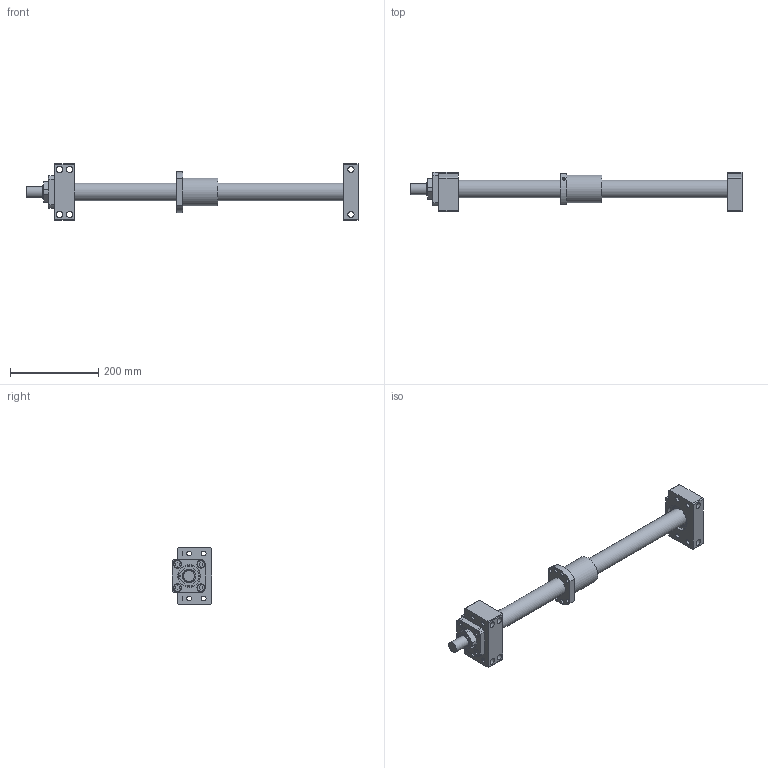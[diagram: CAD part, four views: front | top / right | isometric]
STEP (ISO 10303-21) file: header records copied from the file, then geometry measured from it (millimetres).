
FILE_DESCRIPTION(/* description */ ('','CAx-IF Rec.Pracs.---Representation and Presentation of Product Manufacturing Information (PMI)---4.0---2014-10-13'),/* implementation_level */ '2;1');
FILE_NAME(/* name */ 'F2RFU-4010-0750-BK30-BF30ASM v1.step',/* time_stamp */ '2024-12-17T10:43:35-05:00',/* author */ (''),/* organization */ (''),/* preprocessor_version */ 'ST-DEVELOPER v20',/* originating_system */ 'Autodesk Translation Framework v13.20.0.188',/* authorisation */ '');
FILE_SCHEMA (('AP242_MANAGED_MODEL_BASED_3D_ENGINEERING_MIM_LF { 1 0 10303 442 1 1 4 }'));
Length unit declared in the file: millimetre
Products named in the file (12): F2RFU-4010-0750-BK30-BF30ASM; 40xx_750; Screw40; BF30EndMach; BK30EndMach; BK30Yes; BK 30; BK 30collar; BF30; BF 30 Part1; BF 30 Part2; 40 x 10 Ball Nut
Assembly tree (11 placements, depth 3):
  F2RFU-4010-0750-BK30-BF30ASM
    40xx_750
      Screw40
      BF30EndMach
      BK30EndMach
    BK30Yes
      BK 30
      BK 30collar
    BF30
      BF 30 Part1
      BF 30 Part2
    40 x 10 Ball Nut
Bounding box: 753 x 89 x 128 mm (x, y, z)
Volume: 1774534.4 mm3; surface area: 280686.8 mm2
Topology: 8 solids, 9 shells, 245 faces, 621 edges, 421 vertices
Faces by surface type: plane 133, cylinder 88, cone 19, torus 5
Full cylindrical faces by diameter (mm): 6 x2, 6.8 x1, 9 x8, 11 x20, 14 x6, 16.5 x4, 17.5 x4, 20 x6, 25 x1, 28.376 x1, 28.6 x1, 29.85 x1, 30 x5, 36 x1, 37.3 x2, 38 x1, 40 x1, 40.2 x2, 40.386 x1, 47.3 x2, 50 x2, 50.1 x1, 51.7 x2, 62 x2, 63 x1
Entity records: 8919 total; most frequent: CARTESIAN_POINT 2525, ORIENTED_EDGE 1242, DIRECTION 1235, EDGE_CURVE 621, AXIS2_PLACEMENT_3D 456, VERTEX_POINT 421, EDGE_LOOP 352, LINE 323
